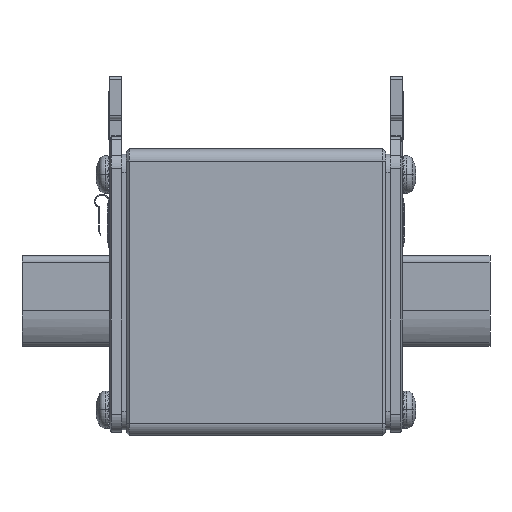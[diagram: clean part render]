
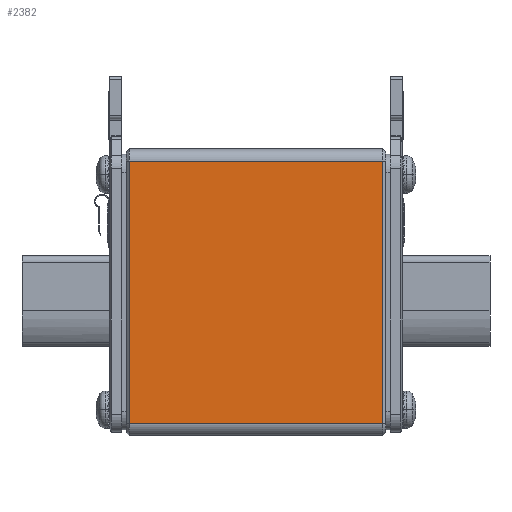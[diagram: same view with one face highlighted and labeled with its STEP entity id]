
A CAD part, left-side view. The second image highlights one B-rep face of the part: STEP entity #2382.
In plain terms, the highlighted face is planar.
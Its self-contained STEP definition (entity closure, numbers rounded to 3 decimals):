
#436=DIRECTION('',(1.,0.,0.));
#437=VECTOR('',#436,42.);
#438=CARTESIAN_POINT('',(-21.,14.25,21.75));
#439=LINE('',#438,#437);
#443=DIRECTION('',(0.,0.,1.));
#444=VECTOR('',#443,43.5);
#445=CARTESIAN_POINT('',(21.,14.25,-21.75));
#446=LINE('',#445,#444);
#450=DIRECTION('',(0.,0.,-1.));
#451=VECTOR('',#450,43.5);
#452=CARTESIAN_POINT('',(-21.,14.25,21.75));
#453=LINE('',#452,#451);
#457=DIRECTION('',(1.,0.,0.));
#458=VECTOR('',#457,42.);
#459=CARTESIAN_POINT('',(-21.,14.25,-21.75));
#460=LINE('',#459,#458);
#1699=CARTESIAN_POINT('',(-21.,14.25,21.75));
#1700=VERTEX_POINT('',#1699);
#1703=CARTESIAN_POINT('',(-21.,14.25,-21.75));
#1704=VERTEX_POINT('',#1703);
#1726=CARTESIAN_POINT('',(21.,14.25,-21.75));
#1728=VERTEX_POINT('',#1726);
#1731=CARTESIAN_POINT('',(21.,14.25,21.75));
#1732=VERTEX_POINT('',#1731);
#2370=CARTESIAN_POINT('',(-21.5,14.25,-21.75));
#2371=DIRECTION('',(0.,1.,0.));
#2372=DIRECTION('',(0.,0.,1.));
#2373=AXIS2_PLACEMENT_3D('',#2370,#2371,#2372);
#2374=PLANE('',#2373);
#2375=ORIENTED_EDGE('',*,*,#2276,.T.);
#2376=ORIENTED_EDGE('',*,*,#2358,.F.);
#2377=ORIENTED_EDGE('',*,*,#2049,.T.);
#2379=ORIENTED_EDGE('',*,*,#2378,.T.);
#2380=EDGE_LOOP('',(#2375,#2376,#2377,#2379));
#2381=FACE_OUTER_BOUND('',#2380,.F.);
#2049=EDGE_CURVE('',#1700,#1704,#453,.T.);
#2276=EDGE_CURVE('',#1728,#1732,#446,.T.);
#2358=EDGE_CURVE('',#1700,#1732,#439,.T.);
#2378=EDGE_CURVE('',#1704,#1728,#460,.T.);
#2382=ADVANCED_FACE('',(#2381),#2374,.T.);
